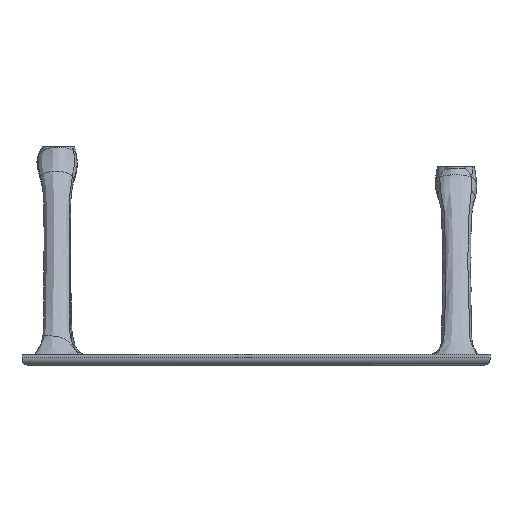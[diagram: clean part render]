
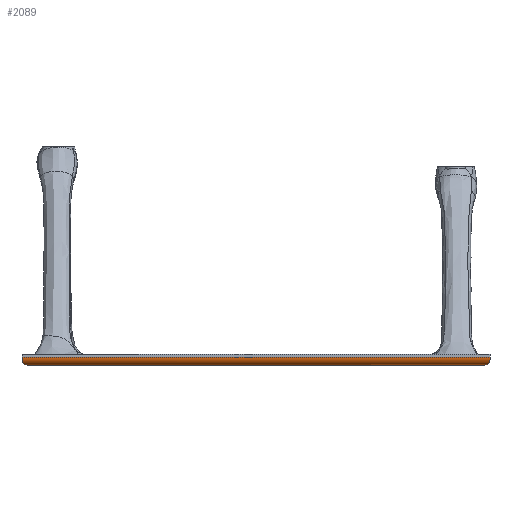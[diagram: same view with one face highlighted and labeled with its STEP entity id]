
A CAD part, left-side view. The second image highlights one B-rep face of the part: STEP entity #2089.
In plain terms, the highlighted cylindrical face has radius 3 mm (diameter 6 mm), a partial arc.
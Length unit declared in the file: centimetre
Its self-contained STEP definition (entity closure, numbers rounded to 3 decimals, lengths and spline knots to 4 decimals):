
#121=FACE_OUTER_BOUND('',#243,.T.);
#243=EDGE_LOOP('',(#1377,#1378,#1379,#1380,#1381,#1382));
#375=B_SPLINE_CURVE_WITH_KNOTS('',3,(#2614,#2615,#2616,#2617,#2618,#2619,
#2620,#2621,#2622,#2623,#2624,#2625),.UNSPECIFIED.,.F.,.F.,(4,2,2,2,2,4),
(-0.001,0.,0.1337,0.2576,0.3538,
0.4286),.UNSPECIFIED.);
#376=B_SPLINE_CURVE_WITH_KNOTS('',3,(#2629,#2630,#2631,#2632,#2633,#2634,
#2635,#2636,#2637,#2638,#2639,#2640),.UNSPECIFIED.,.F.,.F.,(4,2,2,2,2,4),
(-0.001,0.,0.1325,0.2714,0.3752,
0.4559),.UNSPECIFIED.);
#591=CIRCLE('',#2226,0.3);
#592=CIRCLE('',#2227,0.3);
#621=LINE('',#2610,#718);
#622=LINE('',#2627,#719);
#718=VECTOR('',#2323,1.);
#719=VECTOR('',#2326,1.);
#815=VERTEX_POINT('',#2608);
#816=VERTEX_POINT('',#2609);
#817=VERTEX_POINT('',#2611);
#818=VERTEX_POINT('',#2613);
#819=VERTEX_POINT('',#2626);
#820=VERTEX_POINT('',#2628);
#1034=EDGE_CURVE('',#815,#816,#621,.T.);
#1035=EDGE_CURVE('',#816,#817,#591,.T.);
#1036=EDGE_CURVE('',#818,#817,#375,.T.);
#1037=EDGE_CURVE('',#818,#819,#622,.T.);
#1038=EDGE_CURVE('',#819,#820,#376,.T.);
#1039=EDGE_CURVE('',#820,#815,#592,.T.);
#1377=ORIENTED_EDGE('',*,*,#1034,.T.);
#1378=ORIENTED_EDGE('',*,*,#1035,.T.);
#1379=ORIENTED_EDGE('',*,*,#1036,.F.);
#1380=ORIENTED_EDGE('',*,*,#1037,.T.);
#1381=ORIENTED_EDGE('',*,*,#1038,.T.);
#1382=ORIENTED_EDGE('',*,*,#1039,.T.);
#2063=CYLINDRICAL_SURFACE('',#2225,0.3);
#2089=ADVANCED_FACE('',(#121),#2063,.T.);
#2225=AXIS2_PLACEMENT_3D('',#2607,#2321,#2322);
#2226=AXIS2_PLACEMENT_3D('',#2612,#2324,#2325);
#2227=AXIS2_PLACEMENT_3D('',#2641,#2327,#2328);
#2321=DIRECTION('center_axis',(0.,1.,0.));
#2322=DIRECTION('ref_axis',(-0.707,0.,-0.707));
#2323=DIRECTION('',(0.,1.,0.));
#2324=DIRECTION('center_axis',(0.,-1.,0.));
#2325=DIRECTION('ref_axis',(-0.707,0.,-0.707));
#2326=DIRECTION('',(0.,-1.,0.));
#2327=DIRECTION('center_axis',(0.,1.,0.));
#2328=DIRECTION('ref_axis',(-0.707,0.,-0.707));
#2607=CARTESIAN_POINT('Origin',(-7.5,-2.289,-8.1));
#2608=CARTESIAN_POINT('',(-7.8,-7.5,-8.1));
#2609=CARTESIAN_POINT('',(-7.8,10.086,-8.1));
#2610=CARTESIAN_POINT('',(-7.8,-3.375,-8.1));
#2611=CARTESIAN_POINT('',(-7.7828,10.086,-8.2));
#2612=CARTESIAN_POINT('Origin',(-7.5,10.086,-8.1));
#2613=CARTESIAN_POINT('',(-7.5,9.886,-8.4));
#2614=CARTESIAN_POINT('Ctrl Pts',(-7.5,9.886,-8.4));
#2615=CARTESIAN_POINT('Ctrl Pts',(-7.5003,9.8862,-8.4));
#2616=CARTESIAN_POINT('Ctrl Pts',(-7.5005,9.8864,-8.4));
#2617=CARTESIAN_POINT('Ctrl Pts',(-7.5353,9.9148,-8.3999));
#2618=CARTESIAN_POINT('Ctrl Pts',(-7.5701,9.9432,-8.3939));
#2619=CARTESIAN_POINT('Ctrl Pts',(-7.6345,9.9946,-8.3702));
#2620=CARTESIAN_POINT('Ctrl Pts',(-7.6649,10.0182,-8.3532));
#2621=CARTESIAN_POINT('Ctrl Pts',(-7.714,10.0533,-8.3121));
#2622=CARTESIAN_POINT('Ctrl Pts',(-7.7339,10.0664,-8.2904));
#2623=CARTESIAN_POINT('Ctrl Pts',(-7.7637,10.082,-8.245));
#2624=CARTESIAN_POINT('Ctrl Pts',(-7.7746,10.086,-8.2232));
#2625=CARTESIAN_POINT('Ctrl Pts',(-7.7828,10.086,-8.2));
#2626=CARTESIAN_POINT('',(-7.5,-7.3,-8.4));
#2627=CARTESIAN_POINT('',(-7.5,-2.289,-8.4));
#2628=CARTESIAN_POINT('',(-7.7828,-7.5,-8.2));
#2629=CARTESIAN_POINT('Ctrl Pts',(-7.5,-7.3,-8.4));
#2630=CARTESIAN_POINT('Ctrl Pts',(-7.5003,-7.3002,-8.4));
#2631=CARTESIAN_POINT('Ctrl Pts',(-7.5005,-7.3004,-8.4));
#2632=CARTESIAN_POINT('Ctrl Pts',(-7.535,-7.3286,-8.3999));
#2633=CARTESIAN_POINT('Ctrl Pts',(-7.5695,-7.3567,-8.394));
#2634=CARTESIAN_POINT('Ctrl Pts',(-7.6374,-7.4109,-8.3692));
#2635=CARTESIAN_POINT('Ctrl Pts',(-7.6692,-7.4354,-8.3504));
#2636=CARTESIAN_POINT('Ctrl Pts',(-7.717,-7.4693,-8.3089));
#2637=CARTESIAN_POINT('Ctrl Pts',(-7.736,-7.4817,-8.2876));
#2638=CARTESIAN_POINT('Ctrl Pts',(-7.7645,-7.4963,-8.2435));
#2639=CARTESIAN_POINT('Ctrl Pts',(-7.7749,-7.5,-8.2224));
#2640=CARTESIAN_POINT('Ctrl Pts',(-7.7828,-7.5,-8.2));
#2641=CARTESIAN_POINT('Origin',(-7.5,-7.5,-8.1));
